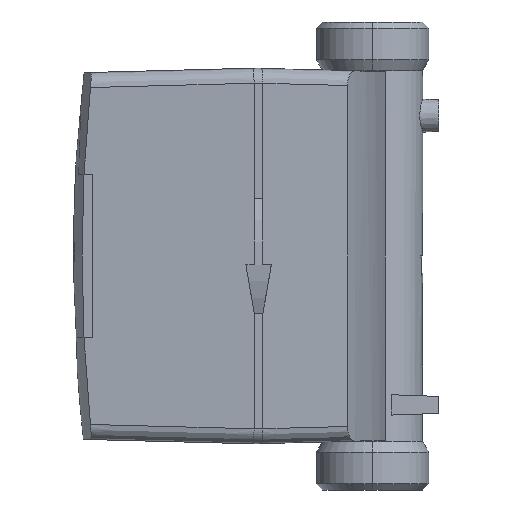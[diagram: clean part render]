
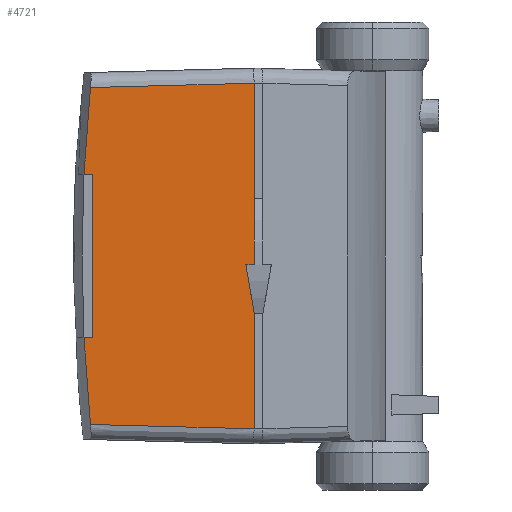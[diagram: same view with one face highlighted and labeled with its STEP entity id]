
A CAD part, left-side view. The second image highlights one B-rep face of the part: STEP entity #4721.
In plain terms, the highlighted planar face has unit normal (-1, 0.026, 0).
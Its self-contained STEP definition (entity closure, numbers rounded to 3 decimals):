
#3 =( BOUNDED_CURVE ( )  B_SPLINE_CURVE ( 3, ( #4457, #625, #258, #1030 ),
 .UNSPECIFIED., .F., .F. ) 
 B_SPLINE_CURVE_WITH_KNOTS ( ( 4, 4 ),
 ( 0., 0.003 ),
 .UNSPECIFIED. ) 
 CURVE ( )  GEOMETRIC_REPRESENTATION_ITEM ( )  RATIONAL_B_SPLINE_CURVE ( ( 1., 1., 1., 1. ) ) 
 REPRESENTATION_ITEM ( '' )  );
#14 = CARTESIAN_POINT ( 'NONE',  ( -41.223, 27.813, -40.61 ) ) ;
#76 = ORIENTED_EDGE ( 'NONE', *, *, #4010, .T. ) ;
#99 = ORIENTED_EDGE ( 'NONE', *, *, #114, .F. ) ;
#114 = EDGE_CURVE ( 'NONE', #2600, #480, #180, .T. ) ;
#180 = LINE ( 'NONE', #4217, #3107 ) ;
#255 = EDGE_CURVE ( 'NONE', #2354, #3460, #2094, .T. ) ;
#258 = CARTESIAN_POINT ( 'NONE',  ( -41.223, 27.812, 40.607 ) ) ;
#294 = CARTESIAN_POINT ( 'NONE',  ( -41.223, 27.812, -13.431 ) ) ;
#301 = DIRECTION ( 'NONE',  ( 0., 0., -1. ) ) ;
#348 = CARTESIAN_POINT ( 'NONE',  ( -41.223, 27.812, -40.603 ) ) ;
#368 = CARTESIAN_POINT ( 'NONE',  ( -41.223, 27.812, -40.607 ) ) ;
#382 = DIRECTION ( 'NONE',  ( 0., 0., -1. ) ) ;
#414 = CARTESIAN_POINT ( 'NONE',  ( -40.727, 46.791, -40.114 ) ) ;
#445 = EDGE_CURVE ( 'NONE', #2020, #1490, #4108, .T. ) ;
#480 = VERTEX_POINT ( 'NONE', #2903 ) ;
#549 = ORIENTED_EDGE ( 'NONE', *, *, #2507, .T. ) ;
#604 = CARTESIAN_POINT ( 'NONE',  ( -40.727, 46.791, 40.114 ) ) ;
#625 = CARTESIAN_POINT ( 'NONE',  ( -41.224, 27.812, 40.603 ) ) ;
#663 = ORIENTED_EDGE ( 'NONE', *, *, #929, .F. ) ;
#729 = CARTESIAN_POINT ( 'NONE',  ( -41.223, 27.812, -40.6 ) ) ;
#748 = ORIENTED_EDGE ( 'NONE', *, *, #2429, .T. ) ;
#839 = VERTEX_POINT ( 'NONE', #3695 ) ;
#843 = B_SPLINE_CURVE_WITH_KNOTS ( 'NONE', 3,
 ( #3569, #3949, #4002, #604, #1406, #1771, #2926 ),
 .UNSPECIFIED., .F., .F.,
 ( 4, 3, 4 ),
 ( 0., 0.019, 0.039 ),
 .UNSPECIFIED. ) ;
#889 = CARTESIAN_POINT ( 'NONE',  ( -40.176, 67.833, 19.25 ) ) ;
#929 = EDGE_CURVE ( 'NONE', #1490, #2626, #1266, .T. ) ;
#982 = EDGE_LOOP ( 'NONE', ( #4912, #4427, #2484, #2548, #2493, #748, #1488, #99, #1773, #4178, #549, #76, #663 ) ) ;
#1030 = CARTESIAN_POINT ( 'NONE',  ( -41.223, 27.813, 40.61 ) ) ;
#1047 = CARTESIAN_POINT ( 'NONE',  ( -40.197, 66.998, 32.837 ) ) ;
#1073 = CARTESIAN_POINT ( 'NONE',  ( -41.223, 27.812, -2. ) ) ;
#1086 = VECTOR ( 'NONE', #382, 1000. ) ;
#1104 = CARTESIAN_POINT ( 'NONE',  ( -41.224, 27.812, 60. ) ) ;
#1158 = CARTESIAN_POINT ( 'NONE',  ( -41.224, 27.812, 60. ) ) ;
#1181 = VERTEX_POINT ( 'NONE', #889 ) ;
#1242 = VERTEX_POINT ( 'NONE', #2576 ) ;
#1266 = LINE ( 'NONE', #1104, #2467 ) ;
#1272 = B_SPLINE_CURVE_WITH_KNOTS ( 'NONE', 3,
 ( #1929, #3433, #3776, #414, #2347, #3055, #14 ),
 .UNSPECIFIED., .F., .F.,
 ( 4, 3, 4 ),
 ( 0., 0.02, 0.039 ),
 .UNSPECIFIED. ) ;
#1326 = CARTESIAN_POINT ( 'NONE',  ( -40.176, 67.833, -19.25 ) ) ;
#1336 = CARTESIAN_POINT ( 'NONE',  ( -41.25, 26.8, 60. ) ) ;
#1404 = CARTESIAN_POINT ( 'NONE',  ( -40.184, 67.503, -26.05 ) ) ;
#1406 = CARTESIAN_POINT ( 'NONE',  ( -40.556, 53.301, 39.944 ) ) ;
#1482 = CARTESIAN_POINT ( 'NONE',  ( -41.223, 27.813, -40.61 ) ) ;
#1488 = ORIENTED_EDGE ( 'NONE', *, *, #4544, .F. ) ;
#1490 = VERTEX_POINT ( 'NONE', #294 ) ;
#1504 = EDGE_CURVE ( 'NONE', #2354, #839, #3, .T. ) ;
#1654 = LINE ( 'NONE', #3485, #4718 ) ;
#1753 = CARTESIAN_POINT ( 'NONE',  ( -41.223, 27.812, -40.6 ) ) ;
#1771 = CARTESIAN_POINT ( 'NONE',  ( -40.386, 59.81, 39.774 ) ) ;
#1773 = ORIENTED_EDGE ( 'NONE', *, *, #4360, .F. ) ;
#1779 = CARTESIAN_POINT ( 'NONE',  ( -40.215, 66.319, -39.604 ) ) ;
#1815 = CARTESIAN_POINT ( 'NONE',  ( -40.176, 67.833, 19.25 ) ) ;
#1929 = CARTESIAN_POINT ( 'NONE',  ( -40.215, 66.319, -39.604 ) ) ;
#2020 = VERTEX_POINT ( 'NONE', #3138 ) ;
#2086 = DIRECTION ( 'NONE',  ( 0., 0., 1. ) ) ;
#2094 = LINE ( 'NONE', #1158, #1086 ) ;
#2112 = CARTESIAN_POINT ( 'NONE',  ( -41.223, 27.813, -40.61 ) ) ;
#2126 = VECTOR ( 'NONE', #4789, 1000. ) ;
#2127 = VERTEX_POINT ( 'NONE', #1326 ) ;
#2192 = CARTESIAN_POINT ( 'NONE',  ( -40.197, 66.998, -32.837 ) ) ;
#2264 = CARTESIAN_POINT ( 'NONE',  ( -40.215, 66.319, 39.604 ) ) ;
#2277 = EDGE_CURVE ( 'NONE', #839, #1242, #843, .T. ) ;
#2347 = CARTESIAN_POINT ( 'NONE',  ( -40.892, 40.465, -40.28 ) ) ;
#2354 = VERTEX_POINT ( 'NONE', #4426 ) ;
#2380 = VERTEX_POINT ( 'NONE', #2112 ) ;
#2429 = EDGE_CURVE ( 'NONE', #1242, #1181, #3899, .T. ) ;
#2467 = VECTOR ( 'NONE', #301, 1000. ) ;
#2484 = ORIENTED_EDGE ( 'NONE', *, *, #255, .F. ) ;
#2493 = ORIENTED_EDGE ( 'NONE', *, *, #2277, .T. ) ;
#2499 = AXIS2_PLACEMENT_3D ( 'NONE', #1336, #2861, #4408 ) ;
#2507 = EDGE_CURVE ( 'NONE', #4790, #2380, #1272, .T. ) ;
#2548 = ORIENTED_EDGE ( 'NONE', *, *, #1504, .T. ) ;
#2560 = EDGE_CURVE ( 'NONE', #3460, #2020, #4205, .T. ) ;
#2576 = CARTESIAN_POINT ( 'NONE',  ( -40.215, 66.319, 39.604 ) ) ;
#2600 = VERTEX_POINT ( 'NONE', #3961 ) ;
#2623 = VECTOR ( 'NONE', #2740, 1000. ) ;
#2626 = VERTEX_POINT ( 'NONE', #1753 ) ;
#2740 = DIRECTION ( 'NONE',  ( 0.026, 0.999, -0.035 ) ) ;
#2861 = DIRECTION ( 'NONE',  ( 1., -0.026, 0. ) ) ;
#2879 = CARTESIAN_POINT ( 'NONE',  ( -40.898, 40.249, 57.645 ) ) ;
#2903 = CARTESIAN_POINT ( 'NONE',  ( -40.228, 65.833, 19.25 ) ) ;
#2926 = CARTESIAN_POINT ( 'NONE',  ( -40.215, 66.319, 39.604 ) ) ;
#3055 = CARTESIAN_POINT ( 'NONE',  ( -41.058, 34.139, -40.445 ) ) ;
#3107 = VECTOR ( 'NONE', #2086, 1000. ) ;
#3138 = CARTESIAN_POINT ( 'NONE',  ( -41.171, 29.8, -2.07 ) ) ;
#3433 = CARTESIAN_POINT ( 'NONE',  ( -40.386, 59.81, -39.774 ) ) ;
#3460 = VERTEX_POINT ( 'NONE', #1073 ) ;
#3485 = CARTESIAN_POINT ( 'NONE',  ( -41.25, 26.8, 19.25 ) ) ;
#3569 = CARTESIAN_POINT ( 'NONE',  ( -41.223, 27.813, 40.61 ) ) ;
#3677 = CARTESIAN_POINT ( 'NONE',  ( -40.176, 67.833, -19.25 ) ) ;
#3695 = CARTESIAN_POINT ( 'NONE',  ( -41.223, 27.813, 40.61 ) ) ;
#3758 = EDGE_CURVE ( 'NONE', #2127, #4790, #4582, .T. ) ;
#3776 = CARTESIAN_POINT ( 'NONE',  ( -40.556, 53.301, -39.944 ) ) ;
#3899 = B_SPLINE_CURVE_WITH_KNOTS ( 'NONE', 3,
 ( #2264, #1047, #4508, #1815 ),
 .UNSPECIFIED., .F., .F.,
 ( 4, 4 ),
 ( 0.021, 0.041 ),
 .UNSPECIFIED. ) ;
#3949 = CARTESIAN_POINT ( 'NONE',  ( -41.058, 34.139, 40.445 ) ) ;
#3961 = CARTESIAN_POINT ( 'NONE',  ( -40.228, 65.833, -19.25 ) ) ;
#3962 = LINE ( 'NONE', #4470, #2126 ) ;
#4002 = CARTESIAN_POINT ( 'NONE',  ( -40.892, 40.465, 40.28 ) ) ;
#4010 = EDGE_CURVE ( 'NONE', #2380, #2626, #4684, .T. ) ;
#4108 = LINE ( 'NONE', #2879, #4276 ) ;
#4178 = ORIENTED_EDGE ( 'NONE', *, *, #3758, .T. ) ;
#4205 = LINE ( 'NONE', #4345, #2623 ) ;
#4217 = CARTESIAN_POINT ( 'NONE',  ( -40.228, 65.833, 60. ) ) ;
#4219 = DIRECTION ( 'NONE',  ( 0.026, 1., 0. ) ) ;
#4276 = VECTOR ( 'NONE', #4406, 1000. ) ;
#4341 = PLANE ( 'NONE',  #2499 ) ;
#4345 = CARTESIAN_POINT ( 'NONE',  ( -41.307, 24.64, -1.89 ) ) ;
#4360 = EDGE_CURVE ( 'NONE', #2127, #2600, #3962, .T. ) ;
#4406 = DIRECTION ( 'NONE',  ( -0.005, -0.172, -0.985 ) ) ;
#4408 = DIRECTION ( 'NONE',  ( 0.026, 1., 0. ) ) ;
#4426 = CARTESIAN_POINT ( 'NONE',  ( -41.224, 27.812, 40.6 ) ) ;
#4427 = ORIENTED_EDGE ( 'NONE', *, *, #2560, .F. ) ;
#4457 = CARTESIAN_POINT ( 'NONE',  ( -41.224, 27.812, 40.6 ) ) ;
#4462 = CARTESIAN_POINT ( 'NONE',  ( -40.215, 66.319, -39.604 ) ) ;
#4470 = CARTESIAN_POINT ( 'NONE',  ( -41.25, 26.8, -19.25 ) ) ;
#4508 = CARTESIAN_POINT ( 'NONE',  ( -40.184, 67.503, 26.052 ) ) ;
#4544 = EDGE_CURVE ( 'NONE', #480, #1181, #1654, .T. ) ;
#4582 = B_SPLINE_CURVE_WITH_KNOTS ( 'NONE', 3,
 ( #3677, #1404, #2192, #4462 ),
 .UNSPECIFIED., .F., .F.,
 ( 4, 4 ),
 ( 0.079, 0.1 ),
 .UNSPECIFIED. ) ;
#4655 = FACE_OUTER_BOUND ( 'NONE', #982, .T. ) ;
#4684 =( BOUNDED_CURVE ( )  B_SPLINE_CURVE ( 3, ( #1482, #368, #348, #729 ),
 .UNSPECIFIED., .F., .F. ) 
 B_SPLINE_CURVE_WITH_KNOTS ( ( 4, 4 ),
 ( 3.139, 3.142 ),
 .UNSPECIFIED. ) 
 CURVE ( )  GEOMETRIC_REPRESENTATION_ITEM ( )  RATIONAL_B_SPLINE_CURVE ( ( 1., 1., 1., 1. ) ) 
 REPRESENTATION_ITEM ( '' )  );
#4718 = VECTOR ( 'NONE', #4219, 1000. ) ;
#4721 = ADVANCED_FACE ( 'NONE', ( #4655 ), #4341, .F. ) ;
#4789 = DIRECTION ( 'NONE',  ( -0.026, -1., 0. ) ) ;
#4790 = VERTEX_POINT ( 'NONE', #1779 ) ;
#4912 = ORIENTED_EDGE ( 'NONE', *, *, #445, .F. ) ;
